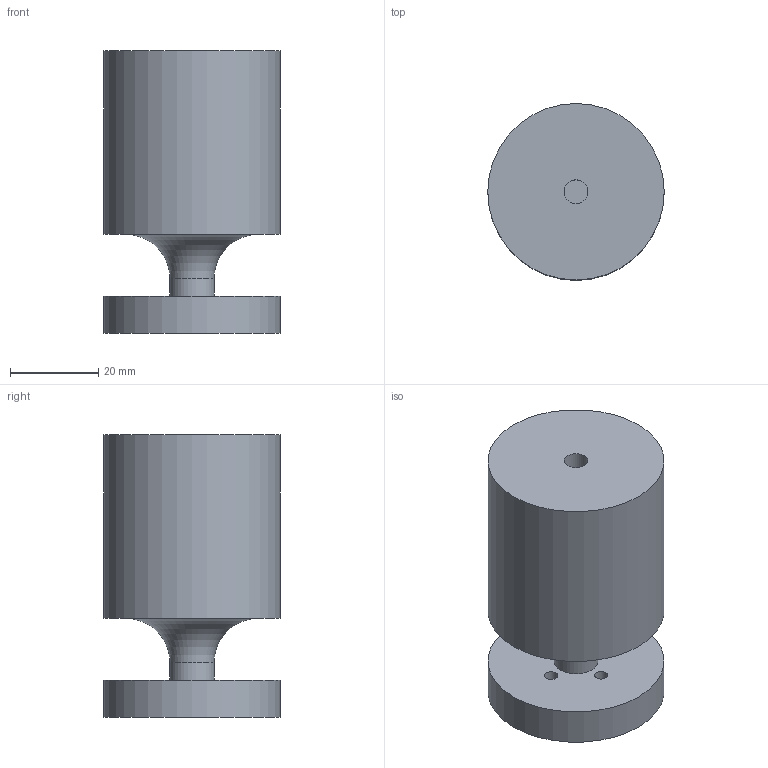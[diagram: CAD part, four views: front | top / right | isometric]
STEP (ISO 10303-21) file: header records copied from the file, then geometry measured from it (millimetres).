
FILE_DESCRIPTION(/* description */ (''),/* implementation_level */ '2;1');
FILE_NAME(/* name */ 'wheel v5.step',/* time_stamp */ '2020-09-20T18:16:04-04:00',/* author */ (''),/* organization */ (''),/* preprocessor_version */ 'ST-DEVELOPER v18.1',/* originating_system */ 'Autodesk Translation Framework v9.3.0.1241',/* authorisation */ '');
FILE_SCHEMA (('AUTOMOTIVE_DESIGN { 1 0 10303 214 3 1 1 }'));
Length unit declared in the file: millimetre
Products named in the file (1): wheel
Bounding box: 40 x 40 x 64 mm (x, y, z)
Volume: 64234.1 mm3; surface area: 12084.6 mm2
Topology: 1 solids, 1 shells, 14 faces, 27 edges, 18 vertices
Faces by surface type: cylinder 8, plane 5, torus 1
Full cylindrical faces by diameter (mm): 3 x4, 5.4 x1, 10 x1, 40 x2
Entity records: 419 total; most frequent: DIRECTION 76, CARTESIAN_POINT 60, ORIENTED_EDGE 54, AXIS2_PLACEMENT_3D 34, EDGE_CURVE 27, EDGE_LOOP 25, CIRCLE 19, VERTEX_POINT 18
